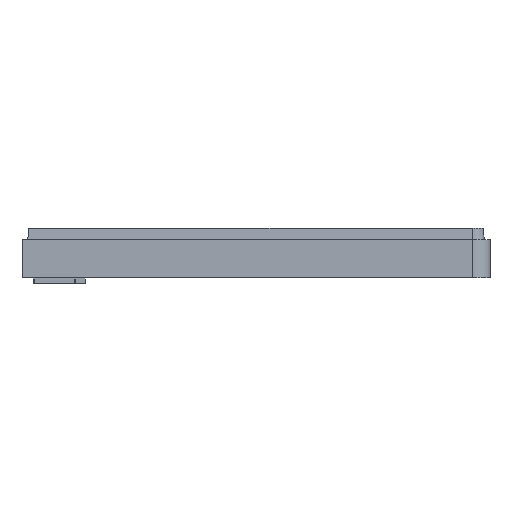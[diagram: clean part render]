
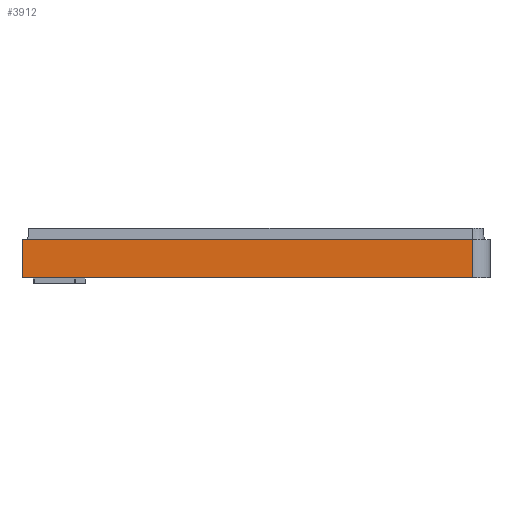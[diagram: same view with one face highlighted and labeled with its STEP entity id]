
A CAD part, front view. The second image highlights one B-rep face of the part: STEP entity #3912.
In plain terms, the highlighted planar face has unit normal (0, -1, 0).
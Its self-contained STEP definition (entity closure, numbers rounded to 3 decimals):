
#94 = CARTESIAN_POINT ( 'NONE',  ( 40.45, -46.045, -0.5 ) ) ;
#130 = LINE ( 'NONE', #6584, #7062 ) ;
#176 = DIRECTION ( 'NONE',  ( 0., 0., -1. ) ) ;
#476 = ORIENTED_EDGE ( 'NONE', *, *, #3745, .T. ) ;
#524 = EDGE_CURVE ( 'NONE', #5983, #3447, #2479, .T. ) ;
#659 = VECTOR ( 'NONE', #5370, 1000. ) ;
#1592 = CARTESIAN_POINT ( 'NONE',  ( 120.45, -46.045, -0.5 ) ) ;
#1768 = DIRECTION ( 'NONE',  ( 0., 0., 1. ) ) ;
#1981 = CARTESIAN_POINT ( 'NONE',  ( 40.45, -46.045, 6. ) ) ;
#2072 = VERTEX_POINT ( 'NONE', #94 ) ;
#2128 = EDGE_CURVE ( 'NONE', #5983, #2072, #8014, .T. ) ;
#2479 = LINE ( 'NONE', #8191, #6575 ) ;
#2645 = PLANE ( 'NONE',  #4513 ) ;
#2671 = ORIENTED_EDGE ( 'NONE', *, *, #2128, .F. ) ;
#3447 = VERTEX_POINT ( 'NONE', #7543 ) ;
#3476 = ORIENTED_EDGE ( 'NONE', *, *, #6829, .F. ) ;
#3745 = EDGE_CURVE ( 'NONE', #8171, #2072, #130, .T. ) ;
#3912 = ADVANCED_FACE ( 'NONE', ( #7707 ), #2645, .F. ) ;
#4041 = VECTOR ( 'NONE', #8104, 1000. ) ;
#4513 = AXIS2_PLACEMENT_3D ( 'NONE', #8929, #5498, #8357 ) ;
#5370 = DIRECTION ( 'NONE',  ( 1., 0., 0. ) ) ;
#5498 = DIRECTION ( 'NONE',  ( 0., 1., 0. ) ) ;
#5983 = VERTEX_POINT ( 'NONE', #6848 ) ;
#6575 = VECTOR ( 'NONE', #1768, 1000. ) ;
#6584 = CARTESIAN_POINT ( 'NONE',  ( 40.45, -46.045, 14. ) ) ;
#6827 = LINE ( 'NONE', #8936, #659 ) ;
#6829 = EDGE_CURVE ( 'NONE', #8171, #3447, #6827, .T. ) ;
#6848 = CARTESIAN_POINT ( 'NONE',  ( 117.45, -46.045, -0.5 ) ) ;
#7062 = VECTOR ( 'NONE', #176, 1000. ) ;
#7191 = ORIENTED_EDGE ( 'NONE', *, *, #524, .T. ) ;
#7543 = CARTESIAN_POINT ( 'NONE',  ( 117.45, -46.045, 6. ) ) ;
#7707 = FACE_OUTER_BOUND ( 'NONE', #8336, .T. ) ;
#8014 = LINE ( 'NONE', #1592, #4041 ) ;
#8104 = DIRECTION ( 'NONE',  ( -1., 0., 0. ) ) ;
#8171 = VERTEX_POINT ( 'NONE', #1981 ) ;
#8191 = CARTESIAN_POINT ( 'NONE',  ( 117.45, -46.045, 14. ) ) ;
#8336 = EDGE_LOOP ( 'NONE', ( #3476, #476, #2671, #7191 ) ) ;
#8357 = DIRECTION ( 'NONE',  ( -1., 0., 0. ) ) ;
#8929 = CARTESIAN_POINT ( 'NONE',  ( 120.45, -46.045, 14. ) ) ;
#8936 = CARTESIAN_POINT ( 'NONE',  ( 40.45, -46.045, 6. ) ) ;
